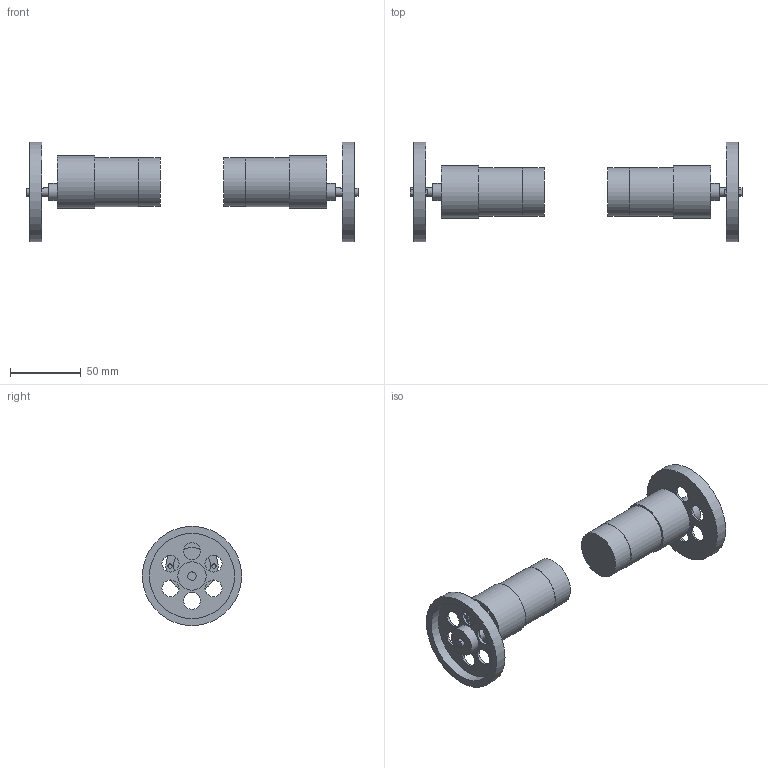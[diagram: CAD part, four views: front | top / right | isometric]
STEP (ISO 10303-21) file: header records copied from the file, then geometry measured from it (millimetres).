
FILE_DESCRIPTION(('FreeCAD Model'),'2;1');
FILE_NAME('Open CASCADE Shape Model','2023-11-25T15:58:11',(''),(''), 'Open CASCADE STEP processor 7.5','FreeCAD','Unknown');
FILE_SCHEMA(('AUTOMOTIVE_DESIGN { 1 0 10303 214 1 1 1 1 }'));
Length unit declared in the file: millimetre
Products named in the file (5): motor_wheel_combo_70mm; wheel right (Mirror #2); Gearmotor_37D_100 v1 (Mirror #3); wheel right; Gearmotor_37D_100 v1
Assembly tree (4 placements, depth 2):
  motor_wheel_combo_70mm
    wheel right (Mirror #2)
    Gearmotor_37D_100 v1 (Mirror #3)
    wheel right
    Gearmotor_37D_100 v1
Bounding box: 234 x 70 x 70 mm (x, y, z)
Volume: 170318.2 mm3; surface area: 43307.2 mm2
Topology: 4 solids, 4 shells, 84 faces, 150 edges, 100 vertices
Faces by surface type: cylinder 46, plane 38
Full cylindrical faces by diameter (mm): 3 x12, 6 x4, 12 x14, 20 x2, 34 x2, 34.5 x2, 36.8 x2, 60 x2, 70 x2
Entity records: 4543 total; most frequent: CARTESIAN_POINT 927, DIRECTION 676, ORIENTED_EDGE 300, PCURVE 300, DEFINITIONAL_REPRESENTATION 300, LINE 258, VECTOR 258, AXIS2_PLACEMENT_3D 185
